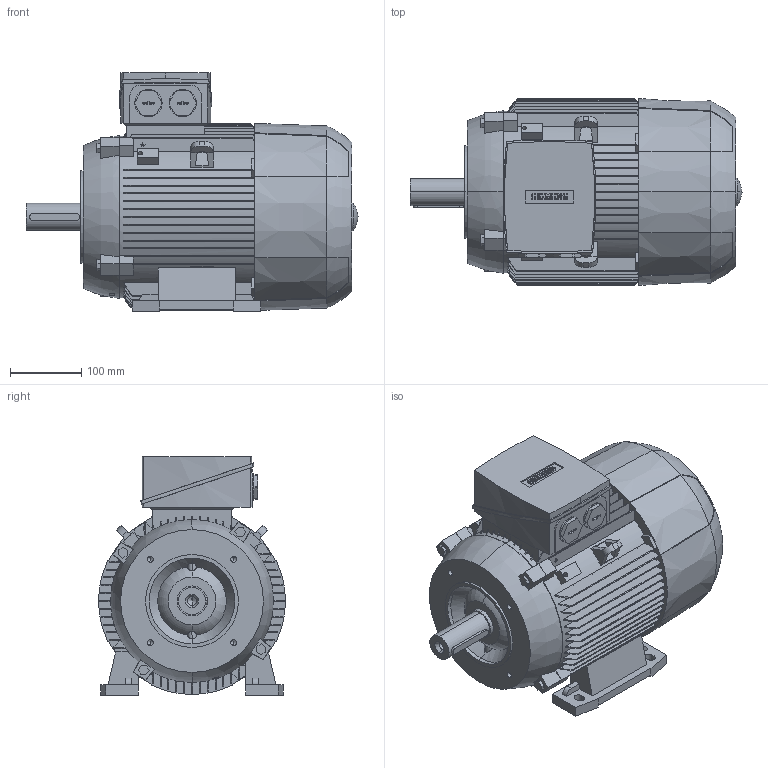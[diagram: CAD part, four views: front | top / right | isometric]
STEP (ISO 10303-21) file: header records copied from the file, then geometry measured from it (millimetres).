
FILE_DESCRIPTION(('STEP AP214'),'1');
FILE_NAME('cctmp_B8FA1102-9D18-4ABD-8E70-099A76FC3C94_2023_06_26_14_18_16_0057..stp','2023-06-26T12:18:16',('SIEMENS A&D'),('CADClick - www.CADClick.com'),'Spatial InterOp 3D',' ','unknown authorization');
FILE_SCHEMA(('AUTOMOTIVE_DESIGN'));
Length unit declared in the file: millimetre
Products named in the file (1): 1
Bounding box: 465 x 262 x 334 mm (x, y, z)
Volume: 18806968 mm3; surface area: 805519.4 mm2
Topology: 7 solids, 7 shells, 922 faces, 2577 edges, 1697 vertices
Faces by surface type: plane 551, cylinder 219, torus 124, cone 28
Entity records: 43395 total; most frequent: CARTESIAN_POINT 12652, ORIENTED_EDGE 5130, DIRECTION 4504, EDGE_CURVE 2565, VERTEX_POINT 1697, LINE 1556, VECTOR 1556, AXIS2_PLACEMENT_3D 1474
